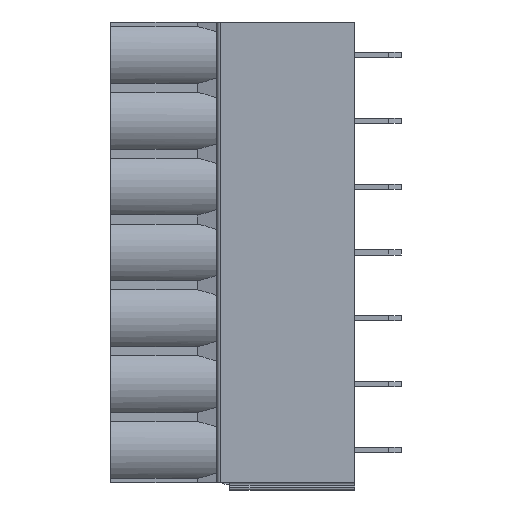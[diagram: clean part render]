
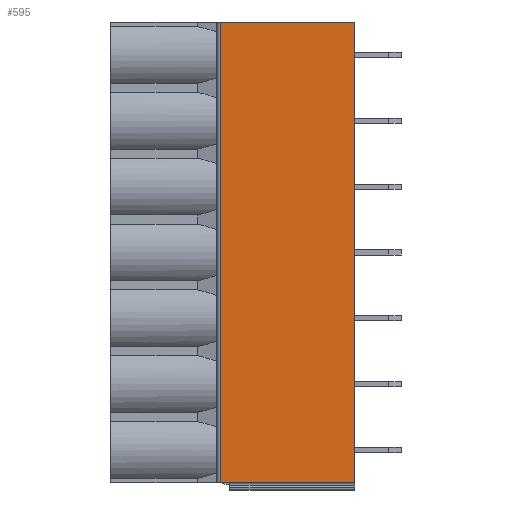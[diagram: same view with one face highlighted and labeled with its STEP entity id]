
A CAD part, front view. The second image highlights one B-rep face of the part: STEP entity #595.
In plain terms, the highlighted planar face has unit normal (0, -1, 0).
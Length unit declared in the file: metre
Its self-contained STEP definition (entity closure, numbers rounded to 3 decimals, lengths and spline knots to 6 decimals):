
#595=ADVANCED_FACE('',(#1685),#1686,.T.);
#1685=FACE_OUTER_BOUND('',#3320,.T.);
#1686=PLANE('',#3321);
#3320=EDGE_LOOP('',(#5171,#5172,#5173,#5174,#5175,#5176));
#3321=AXIS2_PLACEMENT_3D('',#5177,#5178,#5179);
#5171=ORIENTED_EDGE('',*,*,#9997,.T.);
#5172=ORIENTED_EDGE('',*,*,#9998,.F.);
#5173=ORIENTED_EDGE('',*,*,#9819,.F.);
#5174=ORIENTED_EDGE('',*,*,#9929,.F.);
#5175=ORIENTED_EDGE('',*,*,#9939,.T.);
#5176=ORIENTED_EDGE('',*,*,#9999,.T.);
#5177=CARTESIAN_POINT('',(-0.01065,-0.02,-0.22726));
#5178=DIRECTION('',(0.,-1.0,0.));
#5179=DIRECTION('',(-1.0,0.,0.));
#9819=EDGE_CURVE('',#11757,#11758,#11759,.T.);
#9929=EDGE_CURVE('',#11963,#11757,#11965,.T.);
#9939=EDGE_CURVE('',#11963,#11979,#11980,.T.);
#9997=EDGE_CURVE('',#12066,#12067,#12068,.T.);
#9998=EDGE_CURVE('',#11758,#12067,#12069,.T.);
#9999=EDGE_CURVE('',#11979,#12066,#12070,.T.);
#11757=VERTEX_POINT('',#14638);
#11758=VERTEX_POINT('',#14639);
#11759=LINE('',#14640,#14641);
#11963=VERTEX_POINT('',#14982);
#11965=LINE('',#14985,#14986);
#11979=VERTEX_POINT('',#15004);
#11980=LINE('',#15005,#15006);
#12066=VERTEX_POINT('',#15130);
#12067=VERTEX_POINT('',#15131);
#12068=LINE('',#15132,#15133);
#12069=LINE('',#15134,#15135);
#12070=LINE('',#15136,#15137);
#14638=CARTESIAN_POINT('',(0.,-0.02,-0.20016));
#14639=CARTESIAN_POINT('',(0.,-0.02,-0.23412));
#14640=CARTESIAN_POINT('',(0.,-0.02,-0.23742));
#14641=VECTOR('',#18795,1.0);
#14982=CARTESIAN_POINT('',(0.,-0.02,-0.19936));
#14985=CARTESIAN_POINT('',(0.,-0.02,-0.2323));
#14986=VECTOR('',#18893,1.0);
#15004=CARTESIAN_POINT('',(-0.01035,-0.02,-0.19936));
#15005=CARTESIAN_POINT('',(-0.01065,-0.02,-0.19936));
#15006=VECTOR('',#18902,1.0);
#15130=CARTESIAN_POINT('',(-0.01035,-0.02,-0.23492));
#15131=CARTESIAN_POINT('',(0.,-0.02,-0.23492));
#15132=CARTESIAN_POINT('',(-0.01065,-0.02,-0.23492));
#15133=VECTOR('',#18956,1.0);
#15134=CARTESIAN_POINT('',(0.,-0.02,-0.2323));
#15135=VECTOR('',#18957,1.0);
#15136=CARTESIAN_POINT('',(-0.01035,-0.02,-0.22726));
#15137=VECTOR('',#18958,1.0);
#18795=DIRECTION('',(0.,0.,-1.0));
#18893=DIRECTION('',(0.,0.,-1.0));
#18902=DIRECTION('',(-1.0,0.,0.));
#18956=DIRECTION('',(1.0,0.,0.));
#18957=DIRECTION('',(0.,0.,-1.0));
#18958=DIRECTION('',(0.,0.,-1.0));
